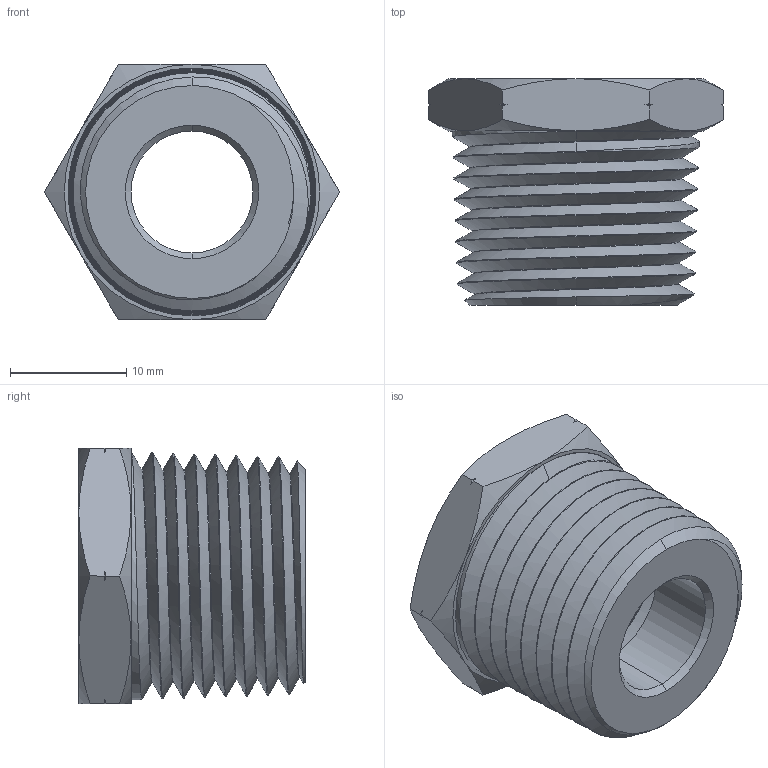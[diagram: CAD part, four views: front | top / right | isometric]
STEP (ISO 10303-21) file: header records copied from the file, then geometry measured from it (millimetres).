
FILE_DESCRIPTION (( 'STEP AP214' ), '1' );
FILE_NAME ('HBSMN1-2FN3-8.STEP', '2018-07-30T17:37:52', ( '' ), ( '' ), 'SwSTEP 2.0', 'SolidWorks 2016', '' );
FILE_SCHEMA (( 'AUTOMOTIVE_DESIGN' ));
Length unit declared in the file: millimetre
Products named in the file (1): HBSMN1-2FN3-8
Bounding box: 25.4 x 19.5 x 22 mm (x, y, z)
Volume: 3177.9 mm3; surface area: 3957.3 mm2
Topology: 1 solids, 1 shells, 91 faces, 241 edges, 154 vertices
Faces by surface type: cone 67, bspline 12, plane 10, cylinder 2
Entity records: 11270 total; most frequent: CARTESIAN_POINT 8270, ORIENTED_EDGE 482, DIRECTION 294, EDGE_CURVE 241, VERTEX_POINT 154, B_SPLINE_CURVE_WITH_KNOTS 144, AXIS2_PLACEMENT_3D 117, EDGE_LOOP 95
